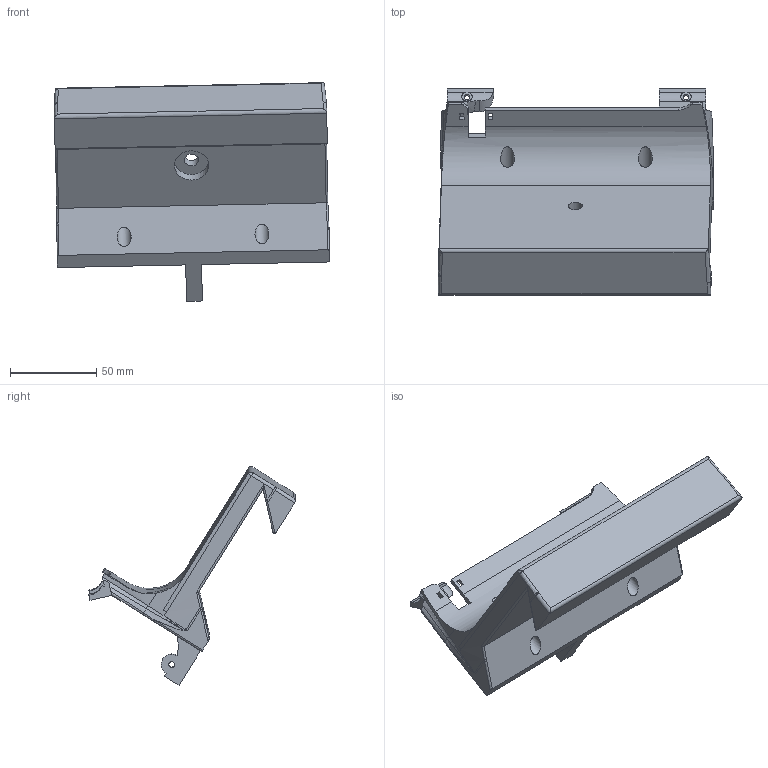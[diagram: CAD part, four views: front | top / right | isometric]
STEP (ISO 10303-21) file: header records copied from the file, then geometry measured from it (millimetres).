
FILE_DESCRIPTION(/* description */ (''),/* implementation_level */ '2;1');
FILE_NAME(/* name */ 'frenchCleatMount.stp',/* time_stamp */ '2025-07-30T12:36:13-04:00',/* author */ ('rob'),/* organization */ (''),/* preprocessor_version */ 'ST-DEVELOPER v18.1',/* originating_system */ 'Autodesk Inventor 2021',/* authorisation */ '');
FILE_SCHEMA (('AUTOMOTIVE_DESIGN { 1 0 10303 214 3 1 1 }'));
Length unit declared in the file: millimetre
Products named in the file (1): blankNoScreen
Bounding box: 159.9 x 119.73 x 126.82 mm (x, y, z)
Volume: 312784.2 mm3; surface area: 70305.1 mm2
Topology: 1 solids, 1 shells, 120 faces, 343 edges, 223 vertices
Faces by surface type: plane 55, cylinder 40, bspline 24, torus 1
Full cylindrical faces by diameter (mm): 3.3 x3, 8.125 x3, 20 x1
Entity records: 5129 total; most frequent: CARTESIAN_POINT 2109, ORIENTED_EDGE 682, DIRECTION 529, EDGE_CURVE 341, VERTEX_POINT 223, AXIS2_PLACEMENT_3D 178, LINE 173, VECTOR 173
